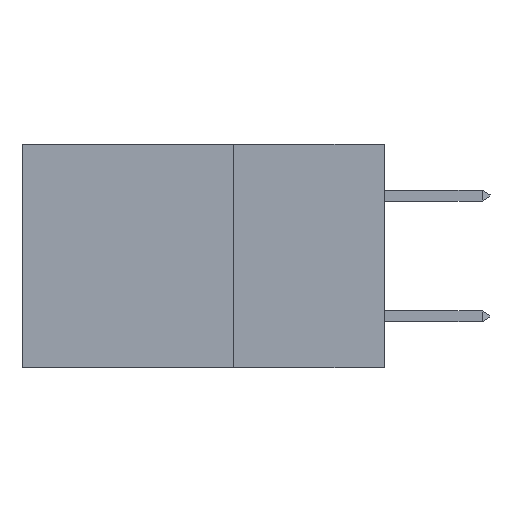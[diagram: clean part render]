
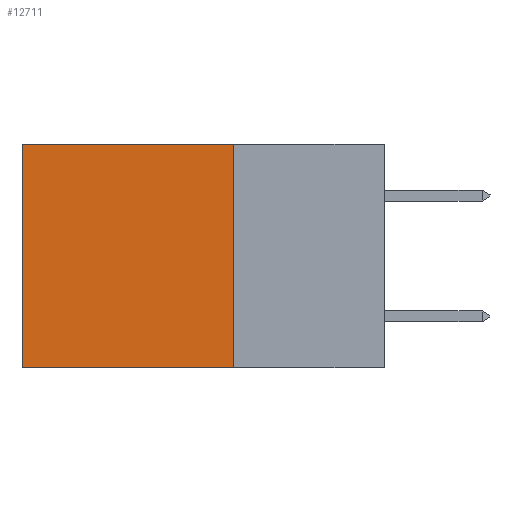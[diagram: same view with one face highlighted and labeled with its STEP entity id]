
A CAD part, left-side view. The second image highlights one B-rep face of the part: STEP entity #12711.
In plain terms, the highlighted planar face has unit normal (-1, 0, 0).
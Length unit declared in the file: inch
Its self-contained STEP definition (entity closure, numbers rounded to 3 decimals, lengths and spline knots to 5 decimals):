
#81 = DIRECTION ( 'NONE',  ( 1., 0., 0. ) ) ;
#3328 = EDGE_CURVE ( 'NONE', #17308, #7979, #12602, .T. ) ;
#3543 = CARTESIAN_POINT ( 'NONE',  ( 0.2875, 0.25, -0.37 ) ) ;
#4141 = CARTESIAN_POINT ( 'NONE',  ( 0.2875, 0.25, 0. ) ) ;
#4378 = CARTESIAN_POINT ( 'NONE',  ( 0.2875, 0.25, 0. ) ) ;
#5242 = ORIENTED_EDGE ( 'NONE', *, *, #18893, .T. ) ;
#6102 = ORIENTED_EDGE ( 'NONE', *, *, #3328, .F. ) ;
#6934 = ORIENTED_EDGE ( 'NONE', *, *, #11169, .F. ) ;
#7979 = VERTEX_POINT ( 'NONE', #3543 ) ;
#8139 = PLANE ( 'NONE',  #18082 ) ;
#10004 = VECTOR ( 'NONE', #18107, 39.37008 ) ;
#10060 = DIRECTION ( 'NONE',  ( 0., 0., -1. ) ) ;
#11169 = EDGE_CURVE ( 'NONE', #7979, #16361, #19960, .T. ) ;
#11250 = VERTEX_POINT ( 'NONE', #13033 ) ;
#11969 = EDGE_CURVE ( 'NONE', #11250, #16361, #20232, .T. ) ;
#12602 = LINE ( 'NONE', #4141, #17295 ) ;
#12711 = ADVANCED_FACE ( 'NONE', ( #16496 ), #8139, .F. ) ;
#13033 = CARTESIAN_POINT ( 'NONE',  ( 0.2875, 0.6, 0. ) ) ;
#14415 = VECTOR ( 'NONE', #23705, 39.37008 ) ;
#14616 = DIRECTION ( 'NONE',  ( 0., 0., -1. ) ) ;
#14886 = CARTESIAN_POINT ( 'NONE',  ( 0.2875, 0.6, -0.37 ) ) ;
#16361 = VERTEX_POINT ( 'NONE', #14886 ) ;
#16496 = FACE_OUTER_BOUND ( 'NONE', #20187, .T. ) ;
#17295 = VECTOR ( 'NONE', #14616, 39.37008 ) ;
#17308 = VERTEX_POINT ( 'NONE', #17379 ) ;
#17379 = CARTESIAN_POINT ( 'NONE',  ( 0.2875, 0.25, 0. ) ) ;
#18082 = AXIS2_PLACEMENT_3D ( 'NONE', #4378, #81, #10060 ) ;
#18107 = DIRECTION ( 'NONE',  ( 0., 0., -1. ) ) ;
#18893 = EDGE_CURVE ( 'NONE', #17308, #11250, #23726, .T. ) ;
#19960 = LINE ( 'NONE', #25747, #14415 ) ;
#20060 = CARTESIAN_POINT ( 'NONE',  ( 0.2875, 0.6, 0. ) ) ;
#20187 = EDGE_LOOP ( 'NONE', ( #24303, #6934, #6102, #5242 ) ) ;
#20232 = LINE ( 'NONE', #20060, #10004 ) ;
#21449 = CARTESIAN_POINT ( 'NONE',  ( 0.2875, 0.25, 0. ) ) ;
#23705 = DIRECTION ( 'NONE',  ( 0., 1., 0. ) ) ;
#23726 = LINE ( 'NONE', #21449, #25929 ) ;
#24303 = ORIENTED_EDGE ( 'NONE', *, *, #11969, .T. ) ;
#25491 = DIRECTION ( 'NONE',  ( 0., 1., 0. ) ) ;
#25747 = CARTESIAN_POINT ( 'NONE',  ( 0.2875, 0.25, -0.37 ) ) ;
#25929 = VECTOR ( 'NONE', #25491, 39.37008 ) ;
